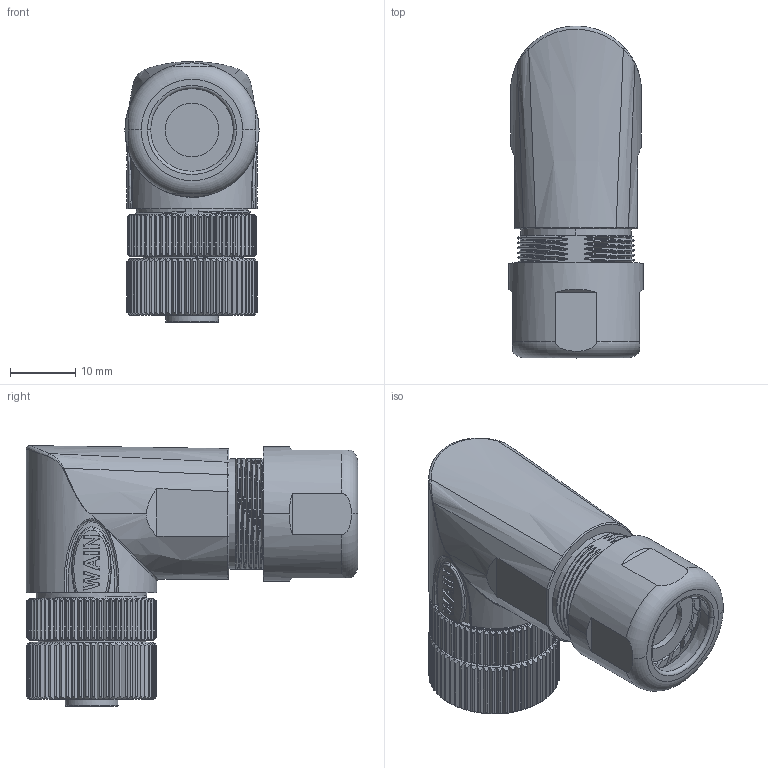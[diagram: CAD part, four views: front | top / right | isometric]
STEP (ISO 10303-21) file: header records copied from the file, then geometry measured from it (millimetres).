
FILE_DESCRIPTION((''),'2;1');
FILE_NAME('PRT0001','2021-01-06T',('zh.su'),(''),'PRO/ENGINEER BY PARAMETRIC TECHNOLOGY CORPORATION, 2012480','PRO/ENGINEER BY PARAMETRIC TECHNOLOGY CORPORATION, 2012480','');
FILE_SCHEMA(('CONFIG_CONTROL_DESIGN'));
Products named in the file (1): PRT0001
Bounding box: 20.5 x 50.72 x 39.85 mm (x, y, z)
Volume: 20104.5 mm3; surface area: 7878.5 mm2
Topology: 1 solids, 1 shells, 1383 faces, 3527 edges, 2177 vertices
Faces by surface type: plane 430, cylinder 382, cone 330, bspline 159, torus 73, extrusion 7, sphere 2
Entity records: 60345 total; most frequent: CARTESIAN_POINT 29618, ORIENTED_EDGE 7046, DIRECTION 5481, EDGE_CURVE 3523, AXIS2_PLACEMENT_3D 2205, VERTEX_POINT 2177, B_SPLINE_CURVE_WITH_KNOTS 1478, EDGE_LOOP 1462
